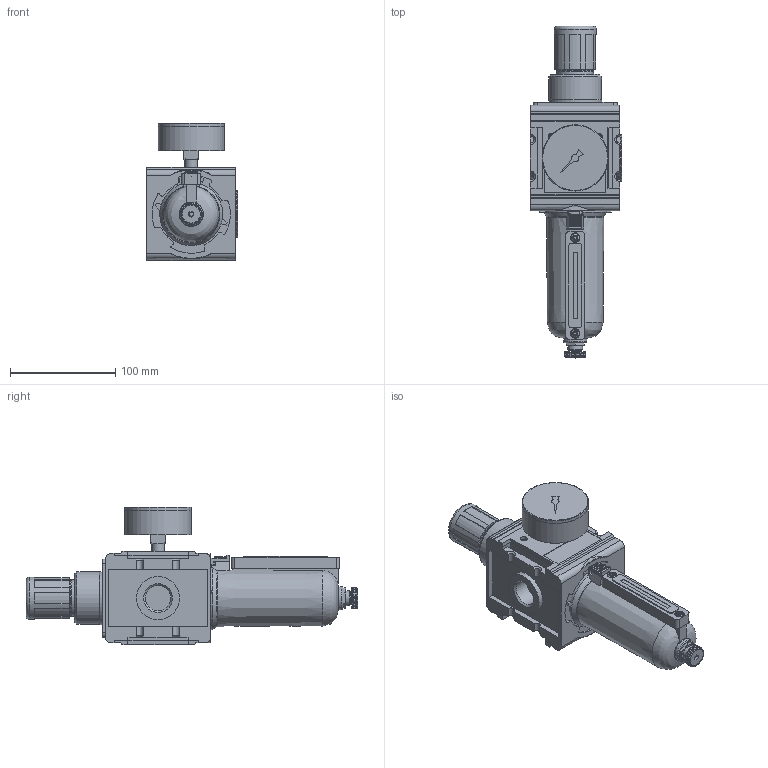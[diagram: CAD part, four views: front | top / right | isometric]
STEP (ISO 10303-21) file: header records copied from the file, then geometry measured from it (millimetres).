
FILE_DESCRIPTION( ( 'STEP AP203' ), ' ' );
FILE_NAME( '9.2144.045.stp', '2017-04-10T14:43:13', ( '' ), ( '' ), ' ', 'PARTsolutions', ' ' );
FILE_SCHEMA( ( 'CONFIG_CONTROL_DESIGN' ) );
Length unit declared in the file: millimetre
Products named in the file (7): 9.2144.045; _9.2144.045_part1; _90004.0220.2_p1; _90004.0220.2(0.50)_p4; _90004.0213_p3; _90004.0213_p2; _R.444_p2
Assembly tree (6 placements, depth 2):
  9.2144.045
    _9.2144.045_part1
    _90004.0220.2_p1
    _90004.0220.2(0.50)_p4
    _90004.0213_p3
    _90004.0213_p2
    _R.444_p2
Bounding box: 86.5 x 315.45 x 131.1 mm (x, y, z)
Volume: 1237483.1 mm3; surface area: 132669.8 mm2
Topology: 6 solids, 6 shells, 699 faces, 1800 edges, 1175 vertices
Faces by surface type: plane 364, cylinder 256, torus 49, cone 27, bspline 3
Full cylindrical faces by diameter (mm): 4 x1, 4.917 x4, 6.5 x4, 8 x3, 9 x2, 11.445 x2, 12 x1, 14 x2, 19.844 x2, 20 x1, 20.5 x2, 22 x1, 24.117 x2, 35.5 x1, 36.2 x1, 40 x1, 41 x2, 45 x1, 50 x1, 50.65 x1, 51 x1, 55.6 x2, 57.5 x1, 59.4 x1, 59.8 x1, 61.9 x1, 62.9 x1, 63 x1
Entity records: 21798 total; most frequent: CARTESIAN_POINT 4665, DIRECTION 3569, ORIENTED_EDGE 3418, EDGE_CURVE 1709, AXIS2_PLACEMENT_3D 1303, VERTEX_POINT 1163, LINE 963, VECTOR 963
